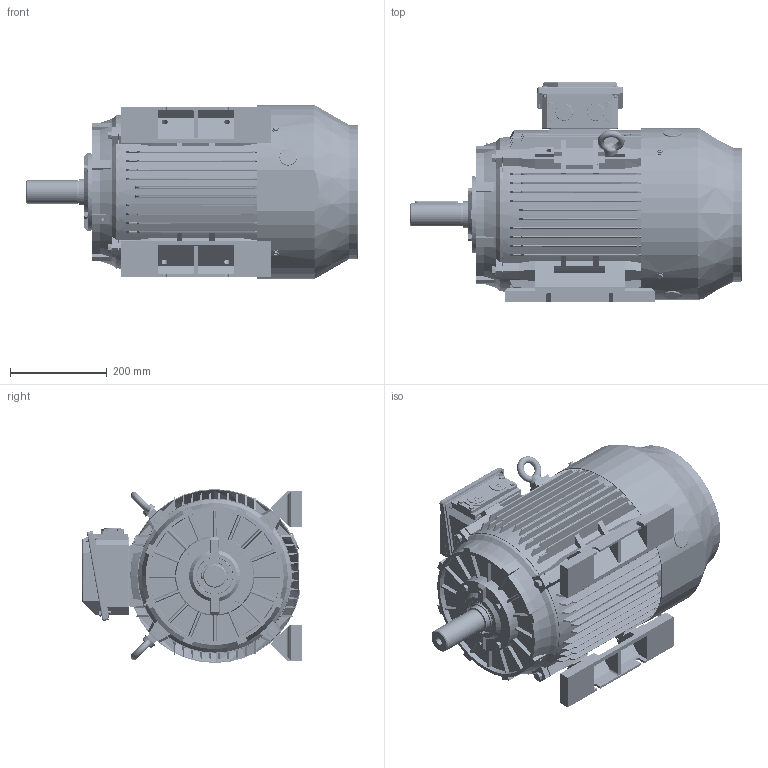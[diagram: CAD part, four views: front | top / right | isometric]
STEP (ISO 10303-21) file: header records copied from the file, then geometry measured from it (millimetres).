
FILE_DESCRIPTION (( 'STEP AP203' ), '1' );
FILE_NAME ('TC 180M B3外形图（BUSCK）.STEP', '2019-03-08T02:36:50', ( 'abc' ), ( '' ), 'SwSTEP 2.0', 'SolidWorks 2008', '' );
FILE_SCHEMA (( 'CONFIG_CONTROL_DESIGN' ));
Length unit declared in the file: millimetre
Products named in the file (33): TC 180 轴承外盖NDE_默认; TC 180M转子_默认; TC 180 轴承外盖DE_默认; TC 180 B3 前端盖_默认; TC 180 轴承内盖_默认; 8_默认; M8-65_默认; 吊环M12_默认; TC 160-180接线盒座 活动螺套板_默认; TC 160-180-TFC250T接线盒座 活动螺套板_默认; 螺塞M32_默认; M6-20_默认; TC 180M B3外形图（BUSCK）; TC 180M B5机座_默认; TC 180M 底脚_默认; TC 180 B3 后端盖_默认; TC 180M 轴_默认; 6311_默认; 平键14-9-90_默认; TC 180无轴转子_默认; IE2 180-4P风叶_默认; TC 180风罩_默认; M10-35_默认; 10_默认; 油封55-75-8_默认; 铜油嘴_默认; 扣塞_默认; M6-10_默认; TC 160-180 接线盒盖(借用NEMA250T接线盒盖)_默认; TC 160-180活动螺套板垫_默认; 160活动螺套板_默认; NEMA 250-280接线盒盖垫_默认; M6x20_默认
Assembly tree (61 placements, depth 3):
  TC 180M B3外形图（BUSCK）
    TC 180 轴承内盖_默认  x2
    10_默认  x4
    IE2 180-4P风叶_默认
    8_默认  x4
    吊环M12_默认  x2
    TC 180M 底脚_默认  x2
    扣塞_默认  x2
    TC 180M B5机座_默认
    M8-65_默认  x4
    油封55-75-8_默认  x2
    M10-35_默认  x4
    铜油嘴_默认  x2
    TC 180 B3 后端盖_默认
    TC 180 轴承外盖DE_默认
    M6-10_默认  x4
    TC 180风罩_默认
    TC 160-180接线盒座 活动螺套板_默认
      M6x20_默认  x4
      TC 160-180-TFC250T接线盒座 活动螺套板_默认
      螺塞M32_默认  x2
      M6-20_默认  x4
      160活动螺套板_默认
      TC 160-180活动螺套板垫_默认
      NEMA 250-280接线盒盖垫_默认
      TC 160-180 接线盒盖(借用NEMA250T接线盒盖)_默认
    TC 180 轴承外盖NDE_默认
    TC 180M转子_默认
      6311_默认  x2
      TC 180无轴转子_默认
      TC 180M 轴_默认
      平键14-9-90_默认
    TC 180 B3 前端盖_默认
Bounding box: 687 x 454.06 x 359.96 mm (x, y, z)
Volume: 16143370.3 mm3; surface area: 3467678.8 mm2
Topology: 61 solids, 61 shells, 7218 faces, 20514 edges, 13429 vertices
Faces by surface type: plane 3438, cylinder 2692, cone 463, torus 288, bspline 219, sphere 118
Entity records: 228865 total; most frequent: CARTESIAN_POINT 57937, ORIENTED_EDGE 35710, DIRECTION 34146, EDGE_CURVE 17855, AXIS2_PLACEMENT_3D 11995, VERTEX_POINT 11719, VECTOR 10156, LINE 10156
